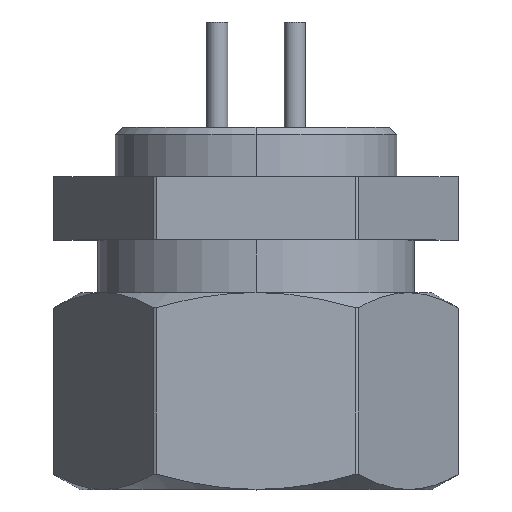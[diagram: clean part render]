
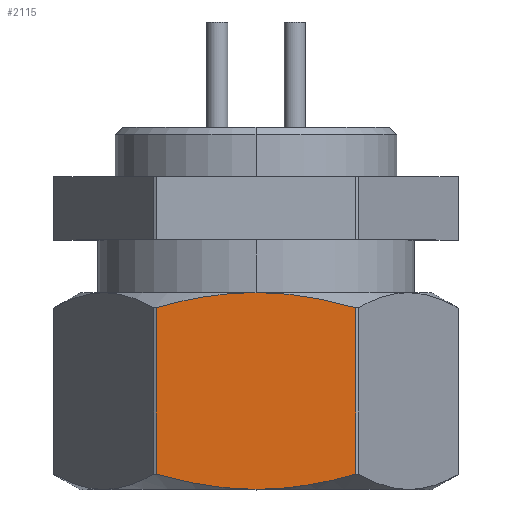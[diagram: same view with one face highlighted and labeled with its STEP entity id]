
A CAD part, top view. The second image highlights one B-rep face of the part: STEP entity #2115.
In plain terms, the highlighted planar face has unit normal (0, 0, 1).
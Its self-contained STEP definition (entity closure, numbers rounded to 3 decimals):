
#2032=CARTESIAN_POINT('',(2.887,0.0,5.));
#2033=DIRECTION('',(0.0,0.0,1.0));
#2034=DIRECTION('',(1.0,0.0,0.0));
#2035=AXIS2_PLACEMENT_3D('',#2032,#2033,#2034);
#2036=PLANE('',#2035);
#2037=CARTESIAN_POINT('',(2.839,-6.667,5.));
#2038=VERTEX_POINT('',#2037);
#2039=CARTESIAN_POINT('',(0.0,-7.1,5.0));
#2040=VERTEX_POINT('',#2039);
#2041=CARTESIAN_POINT('',(2.839,-6.667,5.));
#2042=CARTESIAN_POINT('',(1.321,-7.1,5.));
#2043=CARTESIAN_POINT('',(0.0,-7.1,5.0));
#2051=(BOUNDED_CURVE()B_SPLINE_CURVE(2,(#2041,#2042,#2043),.UNSPECIFIED.,.F.,.U.)B_SPLINE_CURVE_WITH_KNOTS((3,3),(0.0,0.288),.UNSPECIFIED.)CURVE()GEOMETRIC_REPRESENTATION_ITEM()RATIONAL_B_SPLINE_CURVE((1.0,1.037,1.0))REPRESENTATION_ITEM(''));
#2052=EDGE_CURVE('',#2038,#2040,#2051,.T.);
#2053=ORIENTED_EDGE('',*,*,#2052,.F.);
#2054=CARTESIAN_POINT('',(2.839,-1.933,5.));
#2055=VERTEX_POINT('',#2054);
#2056=CARTESIAN_POINT('',(2.839,-1.933,5.));
#2057=DIRECTION('',(0.0,-1.0,0.0));
#2058=VECTOR('',#2057,4.734);
#2059=LINE('',#2056,#2058);
#2060=EDGE_CURVE('',#2055,#2038,#2059,.T.);
#2061=ORIENTED_EDGE('',*,*,#2060,.F.);
#2062=CARTESIAN_POINT('',(0.0,-1.5,5.0));
#2063=VERTEX_POINT('',#2062);
#2064=CARTESIAN_POINT('',(0.0,-1.5,5.0));
#2065=CARTESIAN_POINT('',(1.321,-1.5,5.));
#2066=CARTESIAN_POINT('',(2.839,-1.933,5.));
#2074=(BOUNDED_CURVE()B_SPLINE_CURVE(2,(#2064,#2065,#2066),.UNSPECIFIED.,.F.,.U.)B_SPLINE_CURVE_WITH_KNOTS((3,3),(0.288,0.576),.UNSPECIFIED.)CURVE()GEOMETRIC_REPRESENTATION_ITEM()RATIONAL_B_SPLINE_CURVE((1.0,1.037,1.0))REPRESENTATION_ITEM(''));
#2075=EDGE_CURVE('',#2063,#2055,#2074,.T.);
#2076=ORIENTED_EDGE('',*,*,#2075,.F.);
#2077=CARTESIAN_POINT('',(-2.839,-1.933,5.));
#2078=VERTEX_POINT('',#2077);
#2079=CARTESIAN_POINT('',(-2.839,-1.933,5.));
#2080=CARTESIAN_POINT('',(-1.321,-1.5,5.));
#2081=CARTESIAN_POINT('',(0.0,-1.5,5.0));
#2089=(BOUNDED_CURVE()B_SPLINE_CURVE(2,(#2079,#2080,#2081),.UNSPECIFIED.,.F.,.U.)B_SPLINE_CURVE_WITH_KNOTS((3,3),(0.0,0.288),.UNSPECIFIED.)CURVE()GEOMETRIC_REPRESENTATION_ITEM()RATIONAL_B_SPLINE_CURVE((1.0,1.037,1.0))REPRESENTATION_ITEM(''));
#2090=EDGE_CURVE('',#2078,#2063,#2089,.T.);
#2091=ORIENTED_EDGE('',*,*,#2090,.F.);
#2092=CARTESIAN_POINT('',(-2.839,-6.667,5.));
#2093=VERTEX_POINT('',#2092);
#2094=CARTESIAN_POINT('',(-2.839,-6.667,5.));
#2095=DIRECTION('',(0.0,1.0,0.0));
#2096=VECTOR('',#2095,4.734);
#2097=LINE('',#2094,#2096);
#2098=EDGE_CURVE('',#2093,#2078,#2097,.T.);
#2099=ORIENTED_EDGE('',*,*,#2098,.F.);
#2100=CARTESIAN_POINT('',(0.0,-7.1,5.0));
#2101=CARTESIAN_POINT('',(-1.321,-7.1,5.));
#2102=CARTESIAN_POINT('',(-2.839,-6.667,5.));
#2110=(BOUNDED_CURVE()B_SPLINE_CURVE(2,(#2100,#2101,#2102),.UNSPECIFIED.,.F.,.U.)B_SPLINE_CURVE_WITH_KNOTS((3,3),(0.288,0.576),.UNSPECIFIED.)CURVE()GEOMETRIC_REPRESENTATION_ITEM()RATIONAL_B_SPLINE_CURVE((1.0,1.037,1.0))REPRESENTATION_ITEM(''));
#2111=EDGE_CURVE('',#2040,#2093,#2110,.T.);
#2112=ORIENTED_EDGE('',*,*,#2111,.F.);
#2113=EDGE_LOOP('',(#2053,#2061,#2076,#2091,#2099,#2112));
#2114=FACE_OUTER_BOUND('',#2113,.T.);
#2115=ADVANCED_FACE('',(#2114),#2036,.T.);
